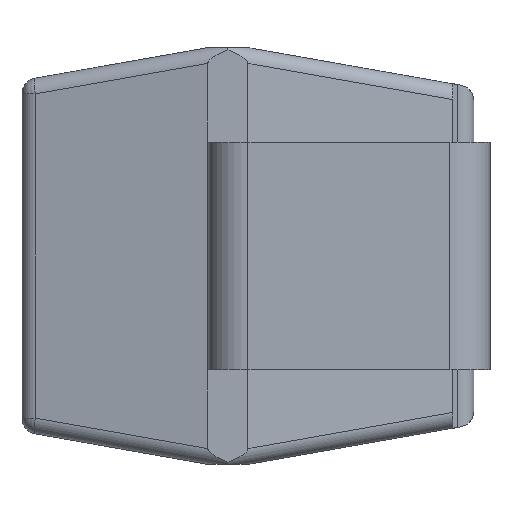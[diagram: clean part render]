
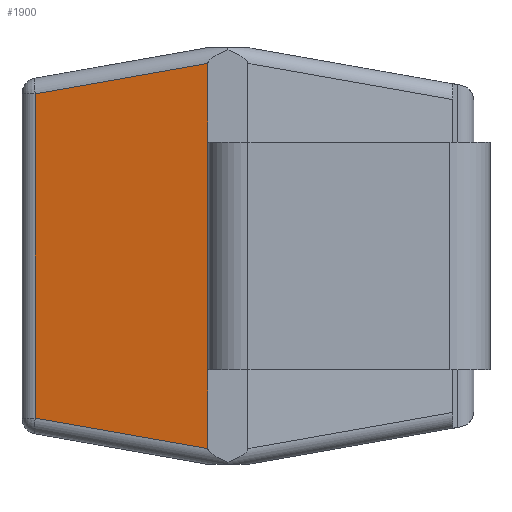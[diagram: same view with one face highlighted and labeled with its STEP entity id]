
A CAD part, left-side view. The second image highlights one B-rep face of the part: STEP entity #1900.
In plain terms, the highlighted planar face has unit normal (-0.985, 0.174, 0).
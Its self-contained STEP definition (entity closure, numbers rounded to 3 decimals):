
#114 = VECTOR ( 'NONE', #297, 1000. ) ;
#131 = EDGE_CURVE ( 'NONE', #417, #994, #2075, .T. ) ;
#297 = DIRECTION ( 'NONE',  ( 0., 0., -1. ) ) ;
#381 = CARTESIAN_POINT ( 'NONE',  ( -2.06, 0.632, 1.202 ) ) ;
#389 = EDGE_LOOP ( 'NONE', ( #2488, #1736, #2606, #1442, #1746, #2161 ) ) ;
#407 = CARTESIAN_POINT ( 'NONE',  ( -2.063, 0.616, -1.204 ) ) ;
#417 = VERTEX_POINT ( 'NONE', #381 ) ;
#491 = VECTOR ( 'NONE', #597, 1000. ) ;
#504 = LINE ( 'NONE', #717, #1560 ) ;
#597 = DIRECTION ( 'NONE',  ( 0., 0., -1. ) ) ;
#599 = DIRECTION ( 'NONE',  ( 0., 0., -1. ) ) ;
#717 = CARTESIAN_POINT ( 'NONE',  ( -2.108, 0.363, 1.249 ) ) ;
#718 = CARTESIAN_POINT ( 'NONE',  ( -2.06, 0.632, 0.71 ) ) ;
#743 = VERTEX_POINT ( 'NONE', #2011 ) ;
#749 = CARTESIAN_POINT ( 'NONE',  ( -2.106, 0.371, 1.3 ) ) ;
#794 = LINE ( 'NONE', #1014, #491 ) ;
#809 = EDGE_CURVE ( 'NONE', #2583, #743, #794, .T. ) ;
#947 = FACE_OUTER_BOUND ( 'NONE', #389, .T. ) ;
#950 = EDGE_CURVE ( 'NONE', #994, #2324, #1131, .T. ) ;
#994 = VERTEX_POINT ( 'NONE', #2125 ) ;
#1008 = DIRECTION ( 'NONE',  ( 0., 0., -1. ) ) ;
#1014 = CARTESIAN_POINT ( 'NONE',  ( -1.87, 1.71, -1.095 ) ) ;
#1065 = VECTOR ( 'NONE', #599, 1000. ) ;
#1131 = LINE ( 'NONE', #718, #114 ) ;
#1235 = DIRECTION ( 'NONE',  ( -0.171, -0.97, -0.171 ) ) ;
#1373 = VECTOR ( 'NONE', #1235, 1000. ) ;
#1442 = ORIENTED_EDGE ( 'NONE', *, *, #950, .F. ) ;
#1531 = DIRECTION ( 'NONE',  ( 0.171, 0.97, -0.171 ) ) ;
#1560 = VECTOR ( 'NONE', #1531, 1000. ) ;
#1561 = DIRECTION ( 'NONE',  ( -0.985, 0.174, 0. ) ) ;
#1656 = VECTOR ( 'NONE', #1008, 1000. ) ;
#1736 = ORIENTED_EDGE ( 'NONE', *, *, #1944, .T. ) ;
#1746 = ORIENTED_EDGE ( 'NONE', *, *, #131, .F. ) ;
#1777 = CARTESIAN_POINT ( 'NONE',  ( -2.06, 0.632, -1.202 ) ) ;
#1817 = LINE ( 'NONE', #2404, #1065 ) ;
#1900 = ADVANCED_FACE ( 'NONE', ( #947 ), #1949, .T. ) ;
#1944 = EDGE_CURVE ( 'NONE', #743, #2365, #2232, .T. ) ;
#1949 = PLANE ( 'NONE',  #2126 ) ;
#2011 = CARTESIAN_POINT ( 'NONE',  ( -1.87, 1.71, -1.012 ) ) ;
#2023 = CARTESIAN_POINT ( 'NONE',  ( -2.06, 0.632, -0.71 ) ) ;
#2075 = LINE ( 'NONE', #2086, #1656 ) ;
#2086 = CARTESIAN_POINT ( 'NONE',  ( -2.06, 0.632, 1.3 ) ) ;
#2088 = CARTESIAN_POINT ( 'NONE',  ( -1.87, 1.71, 1.012 ) ) ;
#2125 = CARTESIAN_POINT ( 'NONE',  ( -2.06, 0.632, 0.71 ) ) ;
#2126 = AXIS2_PLACEMENT_3D ( 'NONE', #749, #1561, #2371 ) ;
#2153 = EDGE_CURVE ( 'NONE', #2324, #2365, #1817, .T. ) ;
#2161 = ORIENTED_EDGE ( 'NONE', *, *, #2437, .T. ) ;
#2232 = LINE ( 'NONE', #407, #1373 ) ;
#2324 = VERTEX_POINT ( 'NONE', #2023 ) ;
#2365 = VERTEX_POINT ( 'NONE', #1777 ) ;
#2371 = DIRECTION ( 'NONE',  ( -0.174, -0.985, 0. ) ) ;
#2404 = CARTESIAN_POINT ( 'NONE',  ( -2.06, 0.632, 1.3 ) ) ;
#2437 = EDGE_CURVE ( 'NONE', #417, #2583, #504, .T. ) ;
#2488 = ORIENTED_EDGE ( 'NONE', *, *, #809, .T. ) ;
#2583 = VERTEX_POINT ( 'NONE', #2088 ) ;
#2606 = ORIENTED_EDGE ( 'NONE', *, *, #2153, .F. ) ;
